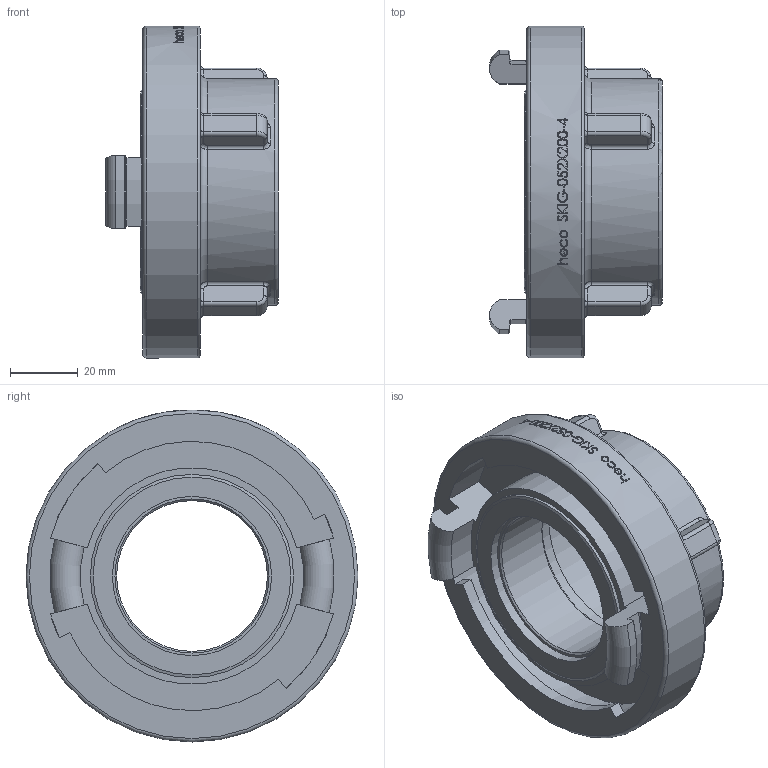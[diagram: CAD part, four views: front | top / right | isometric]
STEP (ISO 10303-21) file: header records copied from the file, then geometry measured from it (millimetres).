
FILE_DESCRIPTION (( 'STEP AP214' ), '1' );
FILE_NAME ('SKIG-052X200-4 2309.STEP', '2023-10-05T07:45:44', ( '' ), ( '' ), 'SwSTEP 2.0', 'SolidWorks 2019', '' );
FILE_SCHEMA (( 'AUTOMOTIVE_DESIGN' ));
Length unit declared in the file: millimetre
Products named in the file (1): SKIG-052X200-4 2309
Bounding box: 51 x 98 x 98 mm (x, y, z)
Volume: 111745.8 mm3; surface area: 36456.2 mm2
Topology: 1 solids, 1 shells, 366 faces, 939 edges, 603 vertices
Faces by surface type: plane 122, bspline 122, cylinder 83, torus 33, cone 6
Full cylindrical faces by diameter (mm): 44.5 x1, 47 x2, 56.656 x1, 60 x1, 67 x1, 98 x1
Entity records: 19342 total; most frequent: CARTESIAN_POINT 8904, ORIENTED_EDGE 1836, DIRECTION 1361, EDGE_CURVE 918, VERTEX_POINT 597, AXIS2_PLACEMENT_3D 494, EDGE_LOOP 411, FACE_OUTER_BOUND 376
